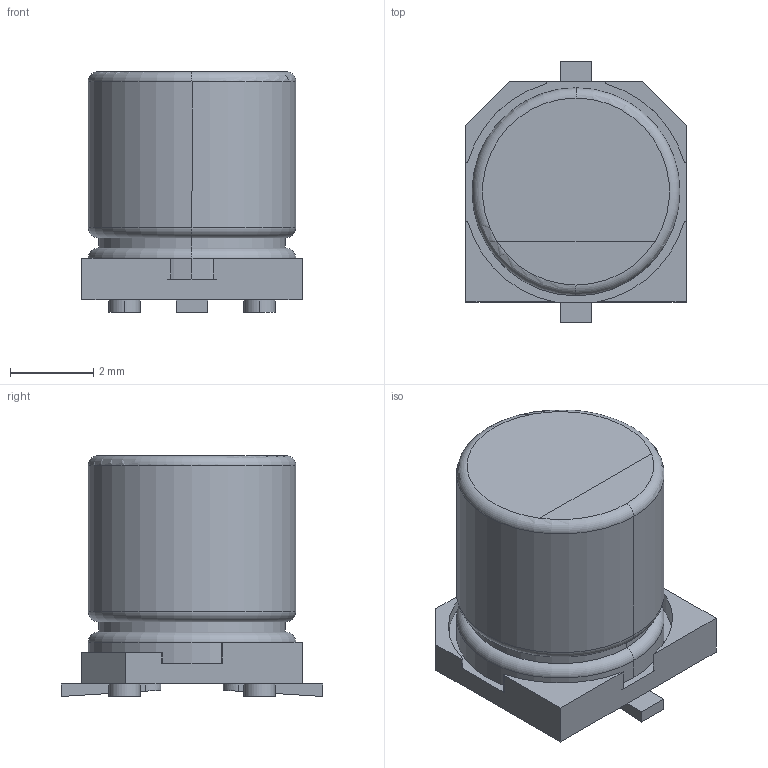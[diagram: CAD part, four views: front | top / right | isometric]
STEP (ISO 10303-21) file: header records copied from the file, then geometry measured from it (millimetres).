
FILE_DESCRIPTION(('FreeCAD Model'),'2;1');
FILE_NAME('PANASONIC FT SERIES CAPACITOR SIZE CODE C.step','2017-08-31T16:14:00',('kicad StepUp'),('ksu MCAD'), 'Open CASCADE STEP processor 6.8','FreeCAD','Unknown');
FILE_SCHEMA(('AUTOMOTIVE_DESIGN_CC2 { 1 2 10303 214 -1 1 5 4 }'));
Length unit declared in the file: millimetre
Products named in the file (2): ASSEMBLY; PANASONIC_FT_SERIES_CAPACITOR_SIZE_CODE_C
Assembly tree (1 placements, depth 2):
  ASSEMBLY
    PANASONIC_FT_SERIES_CAPACITOR_SIZE_CODE_C
Bounding box: 5.3 x 6.3 x 5.8 mm (x, y, z)
Volume: 113.1 mm3; surface area: 161.6 mm2
Topology: 1 solids, 1 shells, 63 faces, 154 edges, 98 vertices
Faces by surface type: cylinder 29, plane 28, torus 6
Entity records: 2333 total; most frequent: DIRECTION 346, CARTESIAN_POINT 326, ORIENTED_EDGE 308, EDGE_CURVE 154, AXIS2_PLACEMENT_3D 130, VERTEX_POINT 98, LINE 86, VECTOR 86
